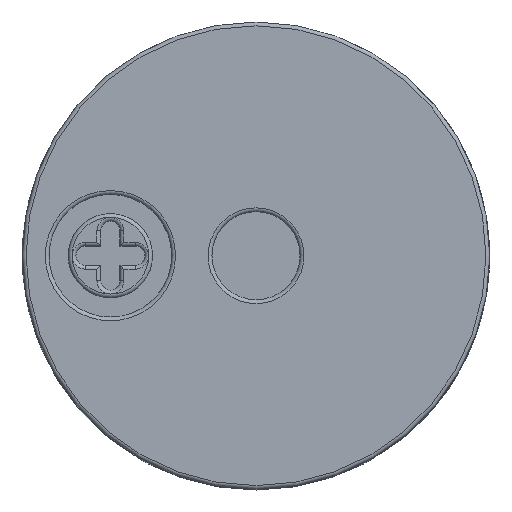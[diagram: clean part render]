
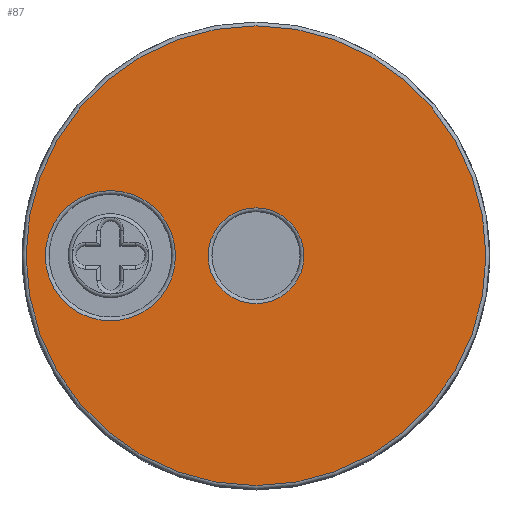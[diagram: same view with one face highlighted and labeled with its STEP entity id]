
A CAD part, top view. The second image highlights one B-rep face of the part: STEP entity #87.
In plain terms, the highlighted planar face has unit normal (0, 0, 1).
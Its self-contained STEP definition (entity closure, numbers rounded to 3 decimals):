
#87=ADVANCED_FACE('',(#1057,#1059,#1061),#1063,.T.);
#1057=FACE_BOUND('',#1058,.T.);
#1058=EDGE_LOOP('',(#2165));
#1059=FACE_BOUND('',#1060,.T.);
#1060=EDGE_LOOP('',(#2166));
#1061=FACE_BOUND('',#1062,.T.);
#1062=EDGE_LOOP('',(#2167));
#1063=PLANE('',#1064);
#1064=AXIS2_PLACEMENT_3D('',#1065,#1066,#1067);
#1065=CARTESIAN_POINT('',(0.,0.,8.7));
#1066=DIRECTION('',(0.,0.,1.));
#1067=DIRECTION('',(1.,0.,0.));
#2165=ORIENTED_EDGE('',*,*,#2575,.T.);
#2166=ORIENTED_EDGE('',*,*,#2576,.F.);
#2167=ORIENTED_EDGE('',*,*,#2577,.T.);
#2575=EDGE_CURVE('',#2785,#2785,#2786,.T.);
#2576=EDGE_CURVE('',#2787,#2787,#2788,.T.);
#2577=EDGE_CURVE('',#2789,#2789,#2790,.F.);
#2785=VERTEX_POINT('',#3136);
#2786=CIRCLE('',#3137,6.);
#2787=VERTEX_POINT('',#3141);
#2788=CIRCLE('',#3142,1.25);
#2789=VERTEX_POINT('',#3146);
#2790=CIRCLE('',#3147,1.7);
#3136=CARTESIAN_POINT('',(6.,0.,8.7));
#3137=AXIS2_PLACEMENT_3D('',#3138,#3139,#3140);
#3138=CARTESIAN_POINT('',(0.,0.,8.7));
#3139=DIRECTION('',(0.,0.,1.));
#3140=DIRECTION('',(1.,0.,0.));
#3141=CARTESIAN_POINT('',(1.25,0.,8.7));
#3142=AXIS2_PLACEMENT_3D('',#3143,#3144,#3145);
#3143=CARTESIAN_POINT('',(0.,0.,8.7));
#3144=DIRECTION('',(0.,0.,1.));
#3145=DIRECTION('',(1.,0.,0.));
#3146=CARTESIAN_POINT('',(-2.1,0.,8.7));
#3147=AXIS2_PLACEMENT_3D('',#3148,#3149,#3150);
#3148=CARTESIAN_POINT('',(-3.8,0.,8.7));
#3149=DIRECTION('',(0.,0.,1.));
#3150=DIRECTION('',(1.,0.,0.));
